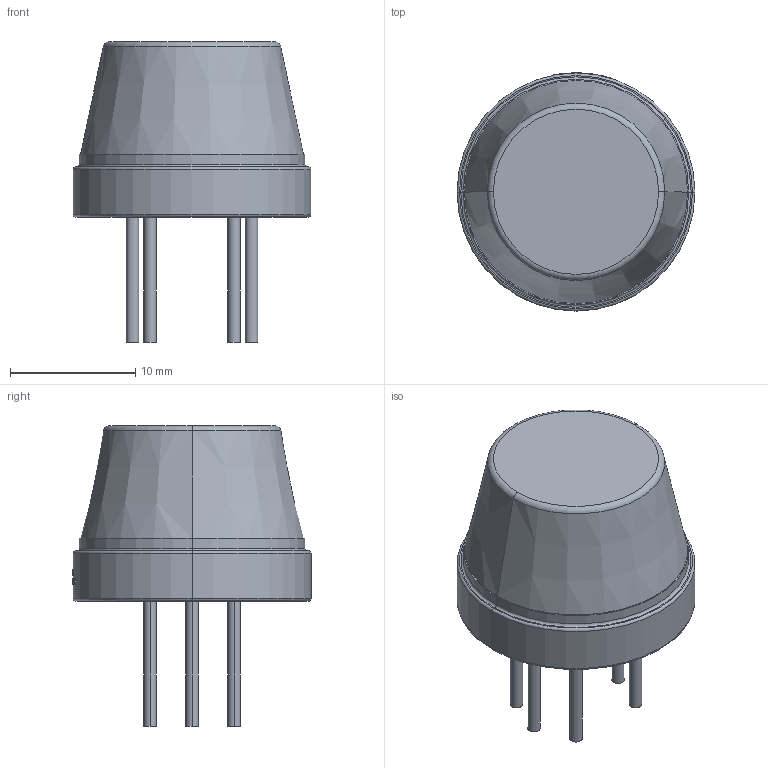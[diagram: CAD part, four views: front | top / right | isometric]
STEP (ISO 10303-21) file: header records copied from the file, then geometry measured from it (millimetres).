
FILE_DESCRIPTION(('FreeCAD Model'),'2;1');
FILE_NAME('Open CASCADE Shape Model','2024-05-20T16:56:14',(''),(''), 'Open CASCADE STEP processor 7.6','FreeCAD','Unknown');
FILE_SCHEMA(('AUTOMOTIVE_DESIGN { 1 0 10303 214 1 1 1 1 }'));
Length unit declared in the file: millimetre
Products named in the file (2): SENSOR-TH_MQ-2; SOLID
Assembly tree (1 placements, depth 2):
  SENSOR-TH_MQ-2
    SOLID
Bounding box: 19 x 19.02 x 24 mm (x, y, z)
Volume: 2979.6 mm3; surface area: 1470.9 mm2
Topology: 1 solids, 1 shells, 318 faces, 835 edges, 554 vertices
Faces by surface type: bspline 164, plane 107, cylinder 37, torus 8, cone 2
Entity records: 17355 total; most frequent: CARTESIAN_POINT 8916, ORIENTED_EDGE 1670, EDGE_CURVE 835, B_SPLINE_CURVE_WITH_KNOTS 631, DIRECTION 572, VERTEX_POINT 554, FACE_BOUND 353, EDGE_LOOP 353
